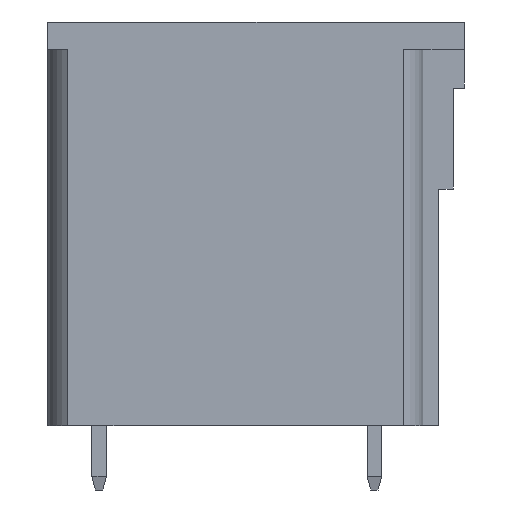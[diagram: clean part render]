
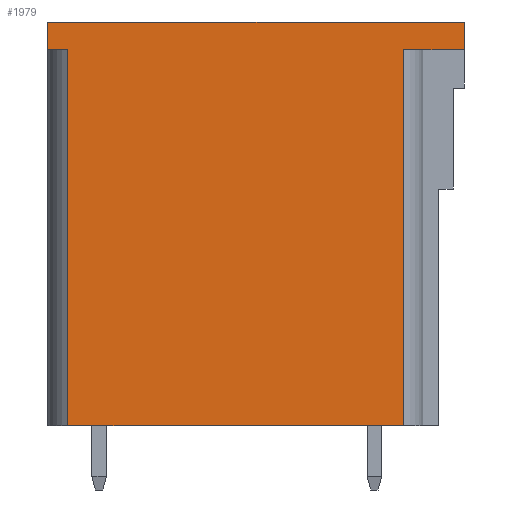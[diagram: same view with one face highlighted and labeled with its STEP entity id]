
A CAD part, left-side view. The second image highlights one B-rep face of the part: STEP entity #1979.
In plain terms, the highlighted planar face has unit normal (-1, 0, 0).
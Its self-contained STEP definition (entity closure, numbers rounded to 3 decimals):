
#1979 = ADVANCED_FACE( '', ( #4157 ), #4158, .F. );
#4157 = FACE_OUTER_BOUND( '', #6551, .T. );
#4158 = PLANE( '', #6552 );
#6551 = EDGE_LOOP( '', ( #12176, #12177, #12178, #12179, #12180, #12181, #12182, #12183 ) );
#6552 = AXIS2_PLACEMENT_3D( '', #12184, #12185, #12186 );
#12176 = ORIENTED_EDGE( '', *, *, #16292, .F. );
#12177 = ORIENTED_EDGE( '', *, *, #16906, .F. );
#12178 = ORIENTED_EDGE( '', *, *, #16907, .F. );
#12179 = ORIENTED_EDGE( '', *, *, #16402, .F. );
#12180 = ORIENTED_EDGE( '', *, *, #15309, .F. );
#12181 = ORIENTED_EDGE( '', *, *, #16414, .F. );
#12182 = ORIENTED_EDGE( '', *, *, #15859, .T. );
#12183 = ORIENTED_EDGE( '', *, *, #15370, .T. );
#12184 = CARTESIAN_POINT( '', ( -14.72, 0., 0. ) );
#12185 = DIRECTION( '', ( 1., 0., 0. ) );
#12186 = DIRECTION( '', ( 0., 0., -1. ) );
#15309 = EDGE_CURVE( '', #18729, #18731, #18732, .T. );
#15370 = EDGE_CURVE( '', #18841, #18838, #18842, .T. );
#15859 = EDGE_CURVE( '', #19617, #18841, #19618, .T. );
#16292 = EDGE_CURVE( '', #20242, #18838, #20244, .T. );
#16402 = EDGE_CURVE( '', #18731, #20395, #20402, .T. );
#16414 = EDGE_CURVE( '', #19617, #18729, #20415, .T. );
#16906 = EDGE_CURVE( '', #21036, #20242, #21037, .T. );
#16907 = EDGE_CURVE( '', #20395, #21036, #21038, .T. );
#18729 = VERTEX_POINT( '', #23659 );
#18731 = VERTEX_POINT( '', #23662 );
#18732 = LINE( '', #23663, #23664 );
#18838 = VERTEX_POINT( '', #23826 );
#18841 = VERTEX_POINT( '', #23830 );
#18842 = LINE( '', #23831, #23832 );
#19617 = VERTEX_POINT( '', #25039 );
#19618 = LINE( '', #25040, #25041 );
#20242 = VERTEX_POINT( '', #26005 );
#20244 = LINE( '', #26008, #26009 );
#20395 = VERTEX_POINT( '', #26243 );
#20402 = LINE( '', #26254, #26255 );
#20415 = LINE( '', #26273, #26274 );
#21036 = VERTEX_POINT( '', #27234 );
#21037 = LINE( '', #27235, #27236 );
#21038 = LINE( '', #27237, #27238 );
#23659 = CARTESIAN_POINT( '', ( -14.72, 11.35, 0. ) );
#23662 = CARTESIAN_POINT( '', ( -14.72, -11.35, 0. ) );
#23663 = CARTESIAN_POINT( '', ( -14.72, 11.35, 0. ) );
#23664 = VECTOR( '', #28657, 1000. );
#23826 = CARTESIAN_POINT( '', ( -14.72, 10.25, -22. ) );
#23830 = CARTESIAN_POINT( '', ( -14.72, 10.25, -1.5 ) );
#23831 = CARTESIAN_POINT( '', ( -14.72, 10.25, -1.5 ) );
#23832 = VECTOR( '', #28721, 1000. );
#25039 = CARTESIAN_POINT( '', ( -14.72, 11.35, -1.5 ) );
#25040 = CARTESIAN_POINT( '', ( -14.72, 11.35, -1.5 ) );
#25041 = VECTOR( '', #29133, 1000. );
#26005 = CARTESIAN_POINT( '', ( -14.72, -8.05, -22. ) );
#26008 = CARTESIAN_POINT( '', ( -14.72, -9.95, -22. ) );
#26009 = VECTOR( '', #29505, 1000. );
#26243 = CARTESIAN_POINT( '', ( -14.72, -11.35, -1.5 ) );
#26254 = CARTESIAN_POINT( '', ( -14.72, -11.35, 0. ) );
#26255 = VECTOR( '', #29602, 1000. );
#26273 = CARTESIAN_POINT( '', ( -14.72, 11.35, -22. ) );
#26274 = VECTOR( '', #29611, 1000. );
#27234 = CARTESIAN_POINT( '', ( -14.72, -8.05, -1.5 ) );
#27235 = CARTESIAN_POINT( '', ( -14.72, -8.05, -1.5 ) );
#27236 = VECTOR( '', #29978, 1000. );
#27237 = CARTESIAN_POINT( '', ( -14.72, -11.35, -1.5 ) );
#27238 = VECTOR( '', #29979, 1000. );
#28657 = DIRECTION( '', ( 0., -1., 0. ) );
#28721 = DIRECTION( '', ( 0., 0., -1. ) );
#29133 = DIRECTION( '', ( 0., -1., 0. ) );
#29505 = DIRECTION( '', ( 0., 1., 0. ) );
#29602 = DIRECTION( '', ( 0., 0., -1. ) );
#29611 = DIRECTION( '', ( 0., 0., 1. ) );
#29978 = DIRECTION( '', ( 0., 0., -1. ) );
#29979 = DIRECTION( '', ( 0., 1., 0. ) );
